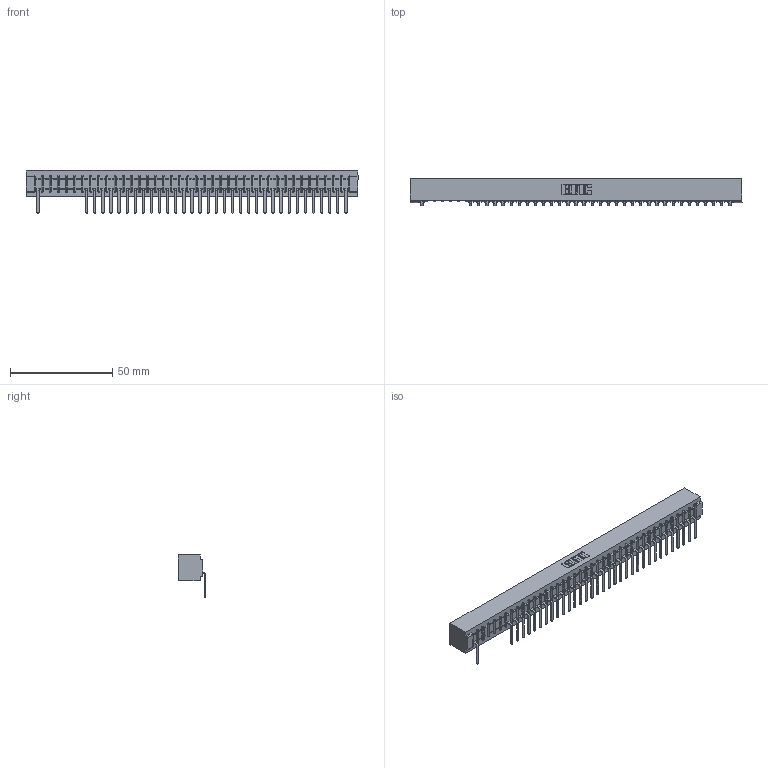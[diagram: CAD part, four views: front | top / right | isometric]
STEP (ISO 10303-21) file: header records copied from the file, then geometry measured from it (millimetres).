
FILE_DESCRIPTION (( 'STEP AP203' ), '1' );
FILE_NAME ('357-039-557-101.STEP', '2018-08-11T04:32:21', ( '' ), ( '' ), 'SwSTEP 2.0', 'SolidWorks 2016', '' );
FILE_SCHEMA (( 'CONFIG_CONTROL_DESIGN' ));
Length unit declared in the file: inch
Products named in the file (3): 307 Part_No Mounting Lugs; 307-290-002_557; 357-039-557-101
Assembly tree (35 placements, depth 2):
  357-039-557-101
    307 Part_No Mounting Lugs
    307-290-002_557  x34
Bounding box: 162.41 x 13.32 x 20.66 mm (x, y, z)
Volume: 17862.1 mm3; surface area: 22412.6 mm2
Topology: 35 solids, 35 shells, 2902 faces, 8915 edges, 5834 vertices
Faces by surface type: plane 1724, cylinder 1098, sphere 80
Entity records: 34220 total; most frequent: CARTESIAN_POINT 5795, ORIENTED_EDGE 5790, DIRECTION 5625, EDGE_CURVE 2895, LINE 2217, VECTOR 2217, VERTEX_POINT 1874, AXIS2_PLACEMENT_3D 1704
